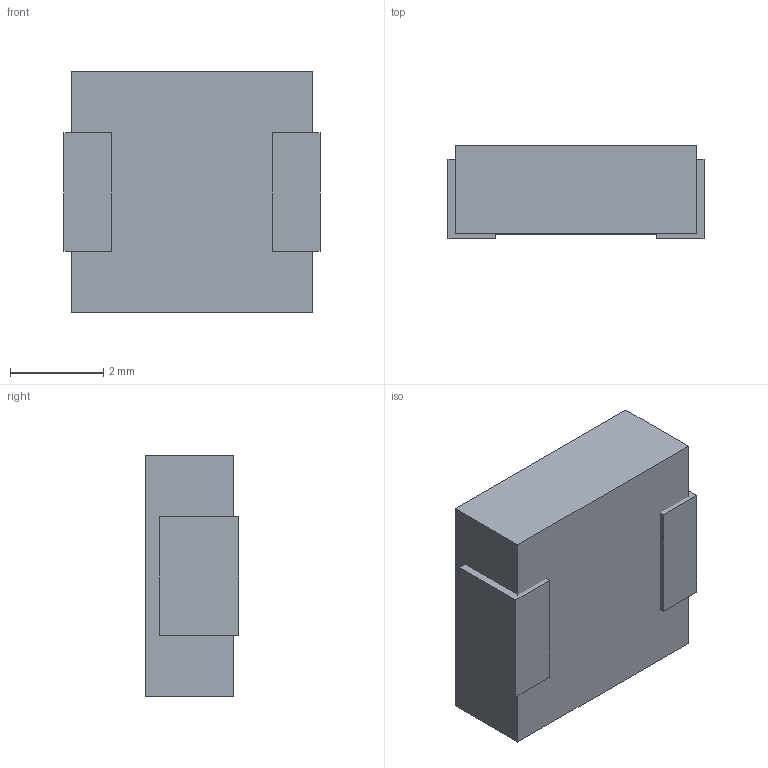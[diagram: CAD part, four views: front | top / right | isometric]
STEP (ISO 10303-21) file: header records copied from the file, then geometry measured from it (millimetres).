
FILE_DESCRIPTION (( 'STEP AP214' ), '1' );
FILE_NAME ('20E111DE-1274-4178-AB85-B74CCBE641C9.STEP', '2024-04-12T06:24:40', ( '' ), ( '' ), 'SwSTEP 2.0', 'SolidWorks 2022', '' );
FILE_SCHEMA (( 'AUTOMOTIVE_DESIGN' ));
Length unit declared in the file: millimetre
Products named in the file (1): 20E111DE-1274-4178-AB85-B74CCBE641C9
Bounding box: 5.49 x 2 x 5.18 mm (x, y, z)
Surface area: 127.6 mm2
Topology: 3 solids, 3 shells, 18 faces, 36 edges, 24 vertices
Faces by surface type: plane 18
Entity records: 710 total; most frequent: CARTESIAN_POINT 79, DIRECTION 74, ORIENTED_EDGE 72, EDGE_CURVE 36, VECTOR 36, LINE 36, VERTEX_POINT 24, UNCERTAINTY_MEASURE_WITH_UNIT 23
